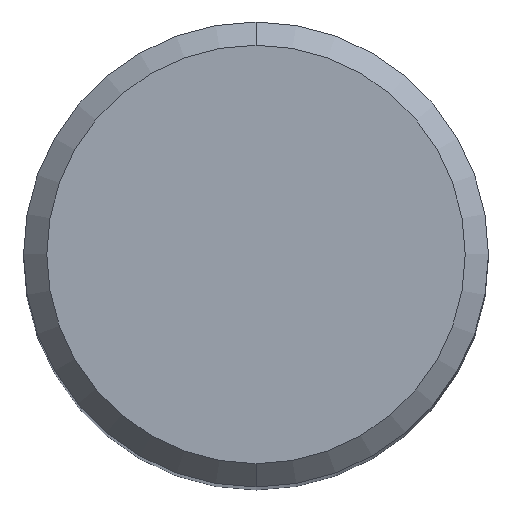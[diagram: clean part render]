
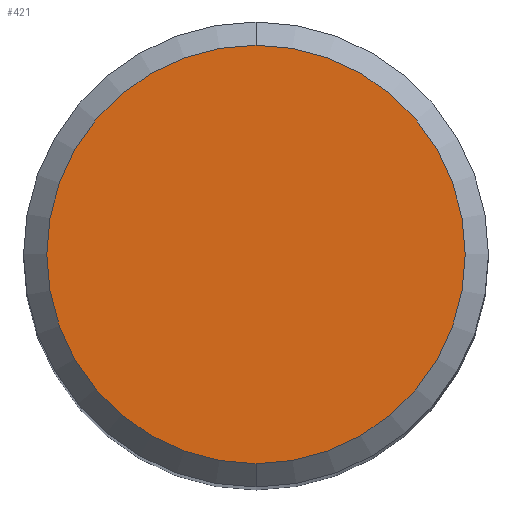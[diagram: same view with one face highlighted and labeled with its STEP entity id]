
A CAD part, top view. The second image highlights one B-rep face of the part: STEP entity #421.
In plain terms, the highlighted planar face has unit normal (0, 0, 1).
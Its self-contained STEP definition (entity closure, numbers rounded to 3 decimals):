
#353=EDGE_CURVE('',#451,#597,#930,.T.);
#397=EDGE_CURVE('',#597,#451,#979,.T.);
#421=ADVANCED_FACE('',(#1005),#1006,.T.);
#451=VERTEX_POINT('',#1037);
#597=VERTEX_POINT('',#1200);
#930=CIRCLE('',#1745,5.4);
#979=CIRCLE('',#1957,5.4);
#1005=FACE_OUTER_BOUND('',#2008,.T.);
#1006=PLANE('',#2009);
#1037=CARTESIAN_POINT('',(0.0,5.4,0.0));
#1200=CARTESIAN_POINT('',(0.,-5.4,0.0));
#1745=AXIS2_PLACEMENT_3D('',#6145,#6146,#6147);
#1957=AXIS2_PLACEMENT_3D('',#6207,#6208,#6209);
#2008=EDGE_LOOP('',(#6265,#6266));
#2009=AXIS2_PLACEMENT_3D('',#6267,#6268,#6269);
#6145=CARTESIAN_POINT('',(0.0,0.0,0.0));
#6146=DIRECTION('',(0.0,0.0,-1.0));
#6147=DIRECTION('',(0.0,1.0,0.0));
#6207=CARTESIAN_POINT('',(0.0,0.0,0.0));
#6208=DIRECTION('',(0.0,0.0,-1.0));
#6209=DIRECTION('',(0.0,1.0,0.0));
#6265=ORIENTED_EDGE('',*,*,#353,.F.);
#6266=ORIENTED_EDGE('',*,*,#397,.F.);
#6267=CARTESIAN_POINT('',(0.0,2.7,0.0));
#6268=DIRECTION('',(-0.0,0.0,1.0));
#6269=DIRECTION('',(0.0,-1.0,0.0));
